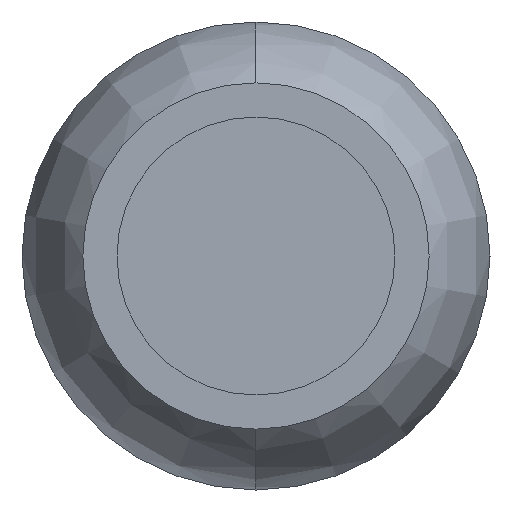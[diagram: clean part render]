
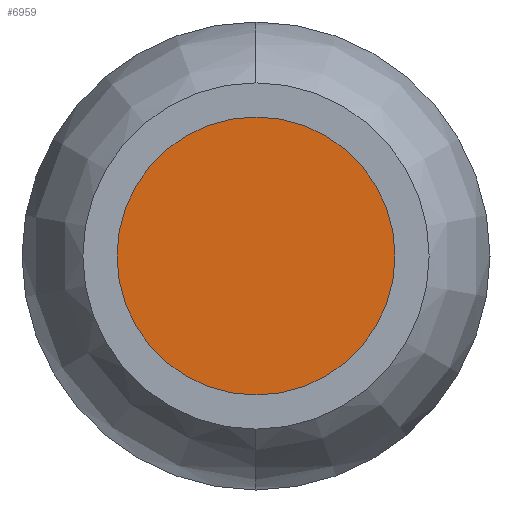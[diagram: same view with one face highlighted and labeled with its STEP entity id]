
A CAD part, left-side view. The second image highlights one B-rep face of the part: STEP entity #6959.
In plain terms, the highlighted planar face has unit normal (-1, 0, 0).
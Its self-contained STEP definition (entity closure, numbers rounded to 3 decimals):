
#90 = VERTEX_POINT('',#91);
#91 = CARTESIAN_POINT('',(0.762,0.,3.772));
#109 = VERTEX_POINT('',#110);
#110 = CARTESIAN_POINT('',(0.762,0.,-3.772));
#116 = EDGE_CURVE('',#109,#90,#117,.T.);
#117 = CIRCLE('',#118,3.772);
#118 = AXIS2_PLACEMENT_3D('',#119,#120,#121);
#119 = CARTESIAN_POINT('',(0.762,0.,0.));
#120 = DIRECTION('',(-1.,0.,0.));
#121 = DIRECTION('',(0.,0.,1.));
#6947 = EDGE_CURVE('',#90,#109,#6948,.T.);
#6948 = CIRCLE('',#6949,3.772);
#6949 = AXIS2_PLACEMENT_3D('',#6950,#6951,#6952);
#6950 = CARTESIAN_POINT('',(0.762,0.,0.));
#6951 = DIRECTION('',(-1.,0.,0.));
#6952 = DIRECTION('',(0.,0.,1.));
#6959 = ADVANCED_FACE('',(#6960),#6964,.T.);
#6960 = FACE_BOUND('',#6961,.T.);
#6961 = EDGE_LOOP('',(#6962,#6963));
#6962 = ORIENTED_EDGE('',*,*,#6947,.T.);
#6963 = ORIENTED_EDGE('',*,*,#116,.T.);
#6964 = PLANE('',#6965);
#6965 = AXIS2_PLACEMENT_3D('',#6966,#6967,#6968);
#6966 = CARTESIAN_POINT('',(0.762,0.,0.));
#6967 = DIRECTION('',(-1.,0.,0.));
#6968 = DIRECTION('',(0.,0.,1.));
